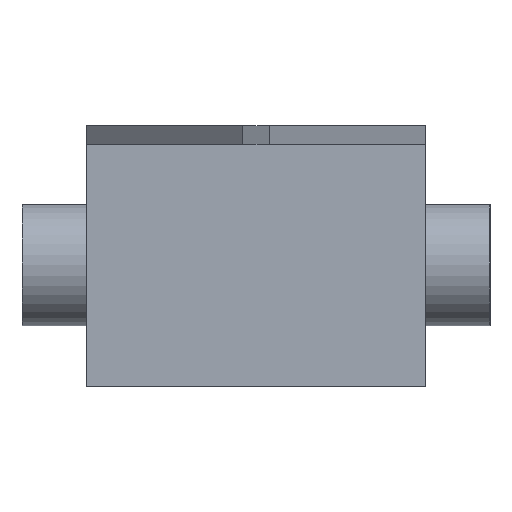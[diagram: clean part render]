
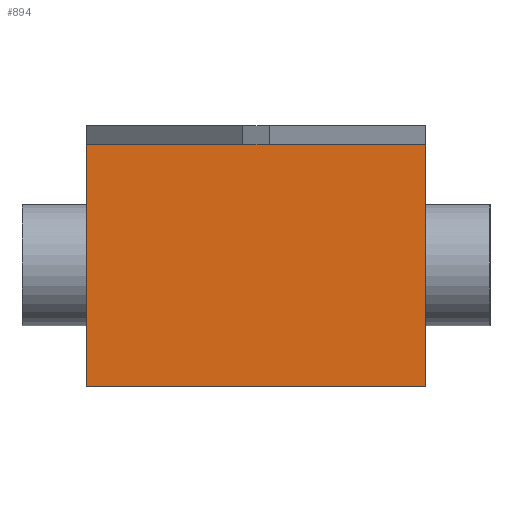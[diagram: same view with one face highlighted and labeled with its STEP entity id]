
A CAD part, left-side view. The second image highlights one B-rep face of the part: STEP entity #894.
In plain terms, the highlighted planar face has unit normal (-1, 0, 0).
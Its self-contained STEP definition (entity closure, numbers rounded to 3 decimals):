
#41 = VERTEX_POINT ( 'NONE', #1467 ) ;
#60 = EDGE_CURVE ( 'NONE', #1426, #1621, #1331, .T. ) ;
#111 = ORIENTED_EDGE ( 'NONE', *, *, #1583, .T. ) ;
#177 = EDGE_CURVE ( 'NONE', #717, #1426, #1185, .T. ) ;
#181 = VECTOR ( 'NONE', #1700, 1000. ) ;
#205 = LINE ( 'NONE', #1803, #1153 ) ;
#218 = CARTESIAN_POINT ( 'NONE',  ( 0., -10.5, 15. ) ) ;
#232 = ORIENTED_EDGE ( 'NONE', *, *, #60, .T. ) ;
#262 = VECTOR ( 'NONE', #2461, 1000. ) ;
#272 = CARTESIAN_POINT ( 'NONE',  ( 0., 10.5, 0. ) ) ;
#295 = EDGE_CURVE ( 'NONE', #1853, #1073, #1946, .T. ) ;
#352 = CARTESIAN_POINT ( 'NONE',  ( 0., 10.5, 0. ) ) ;
#355 = VECTOR ( 'NONE', #1346, 1000. ) ;
#381 = LINE ( 'NONE', #218, #2017 ) ;
#389 = EDGE_LOOP ( 'NONE', ( #2425, #111, #426, #232, #560, #1399 ) ) ;
#426 = ORIENTED_EDGE ( 'NONE', *, *, #177, .T. ) ;
#434 = DIRECTION ( 'NONE',  ( 0., -1., 0. ) ) ;
#512 = PLANE ( 'NONE',  #767 ) ;
#542 = CARTESIAN_POINT ( 'NONE',  ( 0., 10.5, 7.5 ) ) ;
#560 = ORIENTED_EDGE ( 'NONE', *, *, #1188, .F. ) ;
#578 = CARTESIAN_POINT ( 'NONE',  ( 0., 10.5, 15. ) ) ;
#717 = VERTEX_POINT ( 'NONE', #542 ) ;
#767 = AXIS2_PLACEMENT_3D ( 'NONE', #1999, #1076, #1646 ) ;
#894 = ADVANCED_FACE ( 'NONE', ( #1808 ), #512, .T. ) ;
#973 = CARTESIAN_POINT ( 'NONE',  ( 0., -10.5, 15. ) ) ;
#984 = DIRECTION ( 'NONE',  ( 0., 0., -1. ) ) ;
#986 = CARTESIAN_POINT ( 'NONE',  ( 0., -10.5, 15. ) ) ;
#1027 = CARTESIAN_POINT ( 'NONE',  ( 0., 10.5, 15. ) ) ;
#1073 = VERTEX_POINT ( 'NONE', #1527 ) ;
#1076 = DIRECTION ( 'NONE',  ( -1., 0., 0. ) ) ;
#1153 = VECTOR ( 'NONE', #434, 1000. ) ;
#1185 = LINE ( 'NONE', #578, #181 ) ;
#1188 = EDGE_CURVE ( 'NONE', #1073, #1621, #381, .T. ) ;
#1331 = LINE ( 'NONE', #352, #262 ) ;
#1346 = DIRECTION ( 'NONE',  ( 0., 0., -1. ) ) ;
#1399 = ORIENTED_EDGE ( 'NONE', *, *, #295, .F. ) ;
#1426 = VERTEX_POINT ( 'NONE', #272 ) ;
#1467 = CARTESIAN_POINT ( 'NONE',  ( 0., 10.5, 15. ) ) ;
#1527 = CARTESIAN_POINT ( 'NONE',  ( 0., -10.5, 7.5 ) ) ;
#1535 = EDGE_CURVE ( 'NONE', #41, #1853, #205, .T. ) ;
#1583 = EDGE_CURVE ( 'NONE', #41, #717, #1598, .T. ) ;
#1598 = LINE ( 'NONE', #1027, #2288 ) ;
#1621 = VERTEX_POINT ( 'NONE', #1776 ) ;
#1646 = DIRECTION ( 'NONE',  ( 0., 0., 1. ) ) ;
#1700 = DIRECTION ( 'NONE',  ( 0., 0., -1. ) ) ;
#1776 = CARTESIAN_POINT ( 'NONE',  ( 0., -10.5, 0. ) ) ;
#1803 = CARTESIAN_POINT ( 'NONE',  ( 0., 10.5, 15. ) ) ;
#1808 = FACE_OUTER_BOUND ( 'NONE', #389, .T. ) ;
#1853 = VERTEX_POINT ( 'NONE', #986 ) ;
#1946 = LINE ( 'NONE', #973, #355 ) ;
#1977 = DIRECTION ( 'NONE',  ( 0., 0., -1. ) ) ;
#1999 = CARTESIAN_POINT ( 'NONE',  ( 0., 10.5, 15. ) ) ;
#2017 = VECTOR ( 'NONE', #984, 1000. ) ;
#2288 = VECTOR ( 'NONE', #1977, 1000. ) ;
#2425 = ORIENTED_EDGE ( 'NONE', *, *, #1535, .F. ) ;
#2461 = DIRECTION ( 'NONE',  ( 0., -1., 0. ) ) ;
